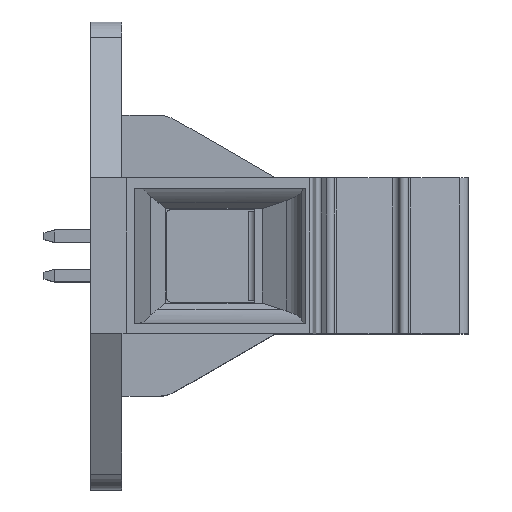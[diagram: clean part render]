
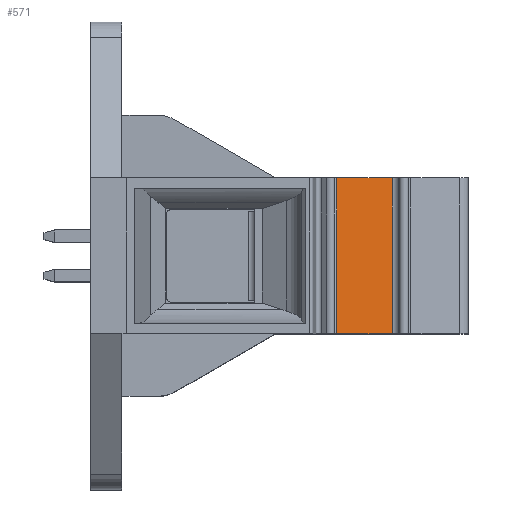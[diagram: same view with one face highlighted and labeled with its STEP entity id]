
A CAD part, top view. The second image highlights one B-rep face of the part: STEP entity #571.
In plain terms, the highlighted planar face has unit normal (0.174, 0, 0.985).
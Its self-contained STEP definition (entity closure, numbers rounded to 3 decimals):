
#571 = ADVANCED_FACE( '', ( #1182 ), #1183, .T. );
#1182 = FACE_OUTER_BOUND( '', #1828, .T. );
#1183 = PLANE( '', #1829 );
#1828 = EDGE_LOOP( '', ( #3454, #3455, #3456, #3457 ) );
#1829 = AXIS2_PLACEMENT_3D( '', #3458, #3459, #3460 );
#3454 = ORIENTED_EDGE( '', *, *, #4472, .T. );
#3455 = ORIENTED_EDGE( '', *, *, #4473, .F. );
#3456 = ORIENTED_EDGE( '', *, *, #3850, .T. );
#3457 = ORIENTED_EDGE( '', *, *, #4435, .T. );
#3458 = CARTESIAN_POINT( '', ( 16.345, 13.5, -48.239 ) );
#3459 = DIRECTION( '', ( 0.174, 0., 0.985 ) );
#3460 = DIRECTION( '', ( 0.985, 0., -0.174 ) );
#3850 = EDGE_CURVE( '', #4610, #4611, #4612, .T. );
#4435 = EDGE_CURVE( '', #4611, #5487, #5489, .T. );
#4472 = EDGE_CURVE( '', #5487, #5528, #5529, .F. );
#4473 = EDGE_CURVE( '', #4610, #5528, #5530, .T. );
#4610 = VERTEX_POINT( '', #5703 );
#4611 = VERTEX_POINT( '', #5704 );
#4612 = LINE( '', #5705, #5706 );
#5487 = VERTEX_POINT( '', #7001 );
#5489 = LINE( '', #7003, #7004 );
#5528 = VERTEX_POINT( '', #7058 );
#5529 = LINE( '', #7059, #7060 );
#5530 = LINE( '', #7061, #7062 );
#5703 = CARTESIAN_POINT( '', ( 9.31, -1.5, -46.998 ) );
#5704 = CARTESIAN_POINT( '', ( 9.31, 13.5, -46.998 ) );
#5705 = CARTESIAN_POINT( '', ( 9.31, 6., -46.998 ) );
#5706 = VECTOR( '', #7186, 1000. );
#7001 = CARTESIAN_POINT( '', ( 3.959, 13.5, -46.055 ) );
#7003 = CARTESIAN_POINT( '', ( 16.345, 13.5, -48.239 ) );
#7004 = VECTOR( '', #7744, 1000. );
#7058 = CARTESIAN_POINT( '', ( 3.959, -1.5, -46.055 ) );
#7059 = CARTESIAN_POINT( '', ( 3.959, 6., -46.055 ) );
#7060 = VECTOR( '', #7769, 1000. );
#7061 = CARTESIAN_POINT( '', ( 16.345, -1.5, -48.239 ) );
#7062 = VECTOR( '', #7770, 1000. );
#7186 = DIRECTION( '', ( 0., 1., 0. ) );
#7744 = DIRECTION( '', ( -0.985, 0., 0.174 ) );
#7769 = DIRECTION( '', ( 0., 1., 0. ) );
#7770 = DIRECTION( '', ( -0.985, 0., 0.174 ) );
